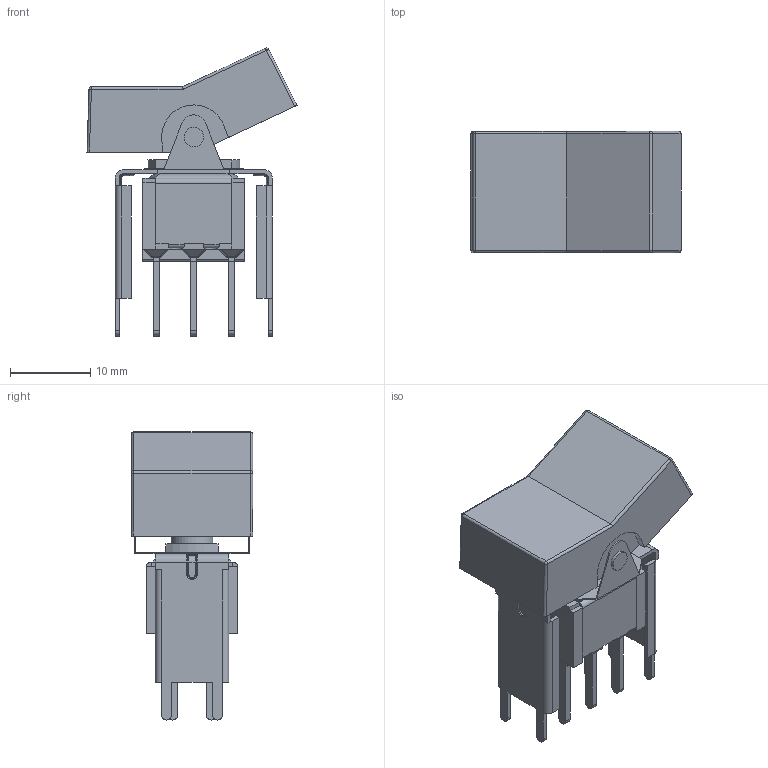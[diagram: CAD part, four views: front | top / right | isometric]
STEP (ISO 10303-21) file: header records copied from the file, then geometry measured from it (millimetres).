
FILE_DESCRIPTION(/* description */ (''),/* implementation_level */ '2;1');
FILE_NAME(/* name */ '300DPxJ3xxxVS5xE.stp',/* time_stamp */ '2025-05-07T09:43:45-05:00',/* author */ ('mroman'),/* organization */ (''),/* preprocessor_version */ 'ST-DEVELOPER v18.1',/* originating_system */ 'Autodesk Inventor 2022',/* authorisation */ '');
FILE_SCHEMA (('AUTOMOTIVE_DESIGN { 1 0 10303 214 3 1 1 }'));
Length unit declared in the file: inch
Products named in the file (1): 300DPxJ3xxxVS5xE
Bounding box: 26.16 x 15.11 x 35.88 mm (x, y, z)
Volume: 2404.3 mm3; surface area: 4980.6 mm2
Topology: 1 solids, 3 shells, 596 faces, 1528 edges, 931 vertices
Faces by surface type: plane 379, cylinder 155, torus 34, sphere 28
Full cylindrical faces by diameter (mm): 2.45 x4, 3.2 x1, 5.2 x1
Entity records: 17625 total; most frequent: DIRECTION 3062, CARTESIAN_POINT 3056, ORIENTED_EDGE 3000, EDGE_CURVE 1500, LINE 1124, VECTOR 1124, AXIS2_PLACEMENT_3D 969, VERTEX_POINT 931
